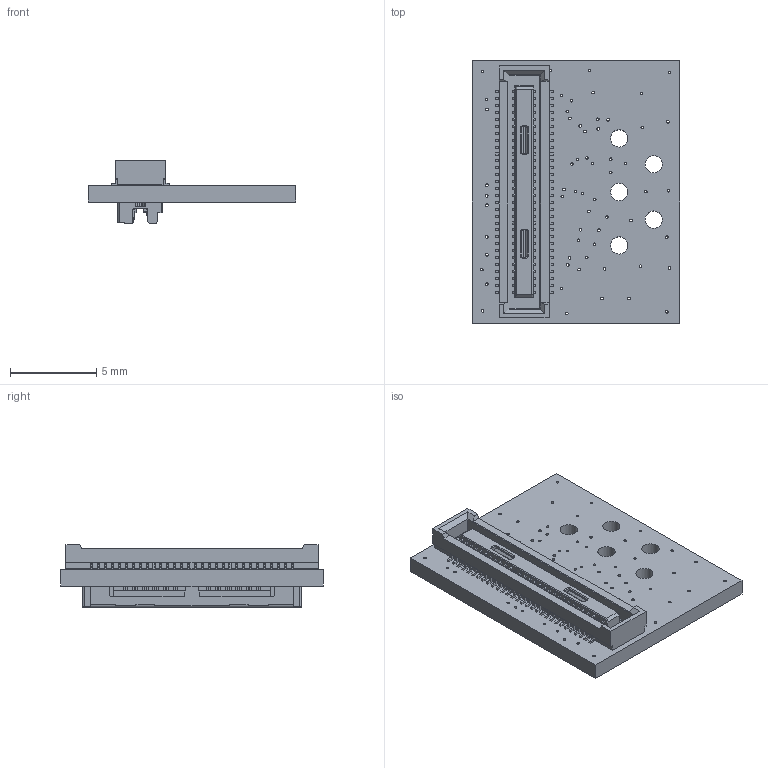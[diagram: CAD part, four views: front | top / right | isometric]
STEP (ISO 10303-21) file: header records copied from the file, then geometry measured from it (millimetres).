
FILE_DESCRIPTION(/* description */ ('','CAx-IF Rec.Pracs.---Representation and Presentation of Product Manufacturing Information (PMI)---4.0---2014-10-13'),/* implementation_level */ '2;1');
FILE_NAME(/* name */ 'ef99f06f-5cf9-4903-9dc1-5026b4d872fc.stp',/* time_stamp */ '2024-11-05T19:38:02Z',/* author */ (''),/* organization */ (''),/* preprocessor_version */ 'ST-DEVELOPER v20',/* originating_system */ 'Autodesk Translation Framework v13.20.0.188',/* authorisation */ '');
FILE_SCHEMA (('AP242_MANAGED_MODEL_BASED_3D_ENGINEERING_MIM_LF { 1 0 10303 442 1 1 4 }'));
Products named in the file (5): ef99f06f-5cf9-4903-9dc1-5026b4d872fc; PCB Component; Board; DF40C-60DS-0.4V(51); DF56C-26S-0.3V(51)
Assembly tree (4 placements, depth 3):
  ef99f06f-5cf9-4903-9dc1-5026b4d872fc
    PCB Component
      Board
      DF40C-60DS-0.4V(51)
      DF56C-26S-0.3V(51)
Bounding box: 12 x 15.2 x 3.65 mm (x, y, z)
Volume: 225.5 mm3; surface area: 792.7 mm2
Topology: 3 solids, 3 shells, 2360 faces, 6533 edges, 4328 vertices
Faces by surface type: plane 1693, cylinder 655, cone 12
Full cylindrical faces by diameter (mm): 0.152 x98, 1 x5
Entity records: 75653 total; most frequent: CARTESIAN_POINT 13298, ORIENTED_EDGE 13066, DIRECTION 12601, EDGE_CURVE 6533, LINE 5187, VECTOR 5187, VERTEX_POINT 4328, AXIS2_PLACEMENT_3D 3707
